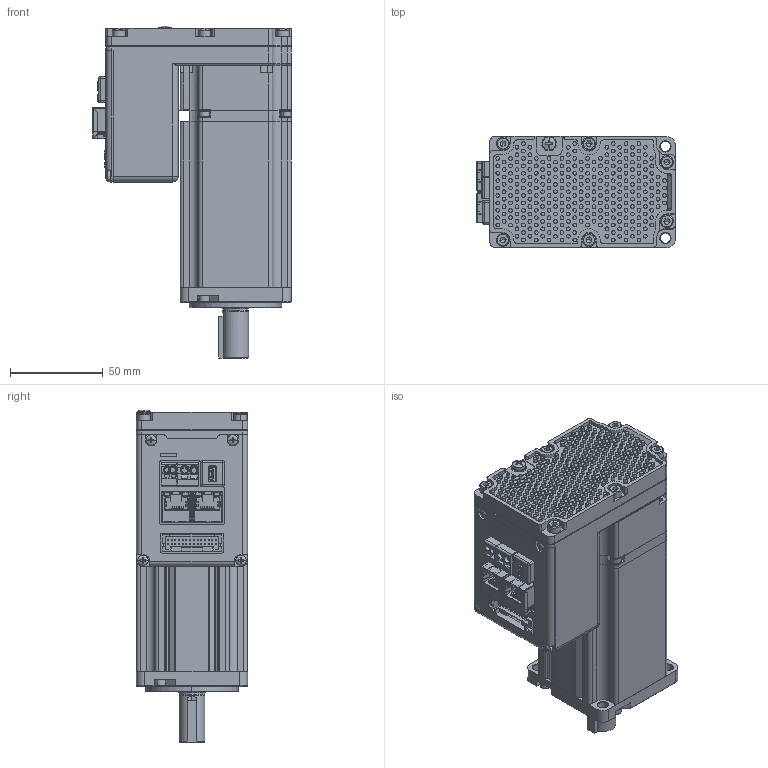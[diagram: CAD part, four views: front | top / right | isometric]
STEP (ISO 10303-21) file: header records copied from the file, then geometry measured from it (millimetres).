
FILE_DESCRIPTION (( 'STEP AP203' ), '1' );
FILE_NAME ('MDX+60-200W Fraba IP20 EC ´øÉ²³µ.STEP', '2023-02-28T07:47:01', ( '' ), ( '' ), 'SwSTEP 2.0', 'SolidWorks 2015', '' );
FILE_SCHEMA (( 'CONFIG_CONTROL_DESIGN' ));
Length unit declared in the file: millimetre
Products named in the file (1): MDX+60-200W Fraba IP20 EC 湍价陬
Bounding box: 107.15 x 60.1 x 179.22 mm (x, y, z)
Surface area: 85261.8 mm2 (no closed solid volume)
Topology: 0 solids, 61 shells, 2361 faces, 7265 edges, 5190 vertices
Faces by surface type: plane 1134, cylinder 989, cone 82, bspline 76, torus 64, sphere 16
Entity records: 83933 total; most frequent: CARTESIAN_POINT 18310, DIRECTION 14286, ORIENTED_EDGE 12010, EDGE_CURVE 7247, VERTEX_POINT 5190, AXIS2_PLACEMENT_3D 5035, VECTOR 4216, LINE 4216
